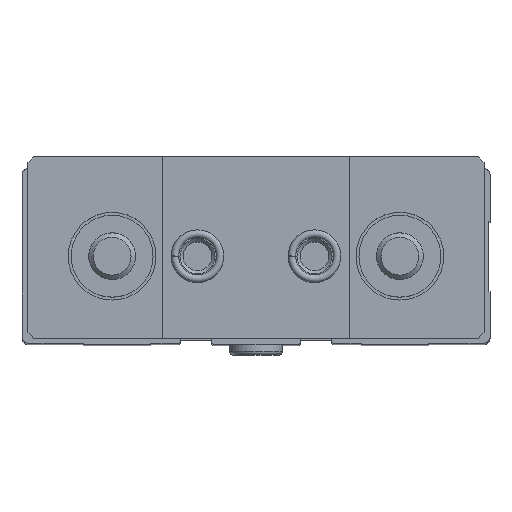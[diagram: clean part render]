
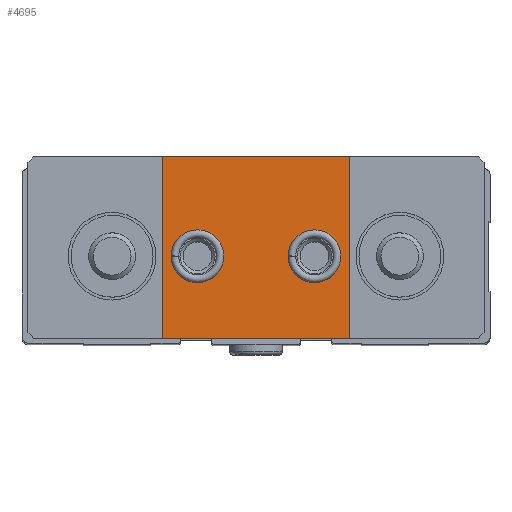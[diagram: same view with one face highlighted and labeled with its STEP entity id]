
A CAD part, top view. The second image highlights one B-rep face of the part: STEP entity #4695.
In plain terms, the highlighted planar face has unit normal (0, 0, 1).
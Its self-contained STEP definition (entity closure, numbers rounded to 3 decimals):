
#153=PLANE('',#5238);
#494=CIRCLE('',#5239,4.5);
#495=CIRCLE('',#5240,4.5);
#1376=ORIENTED_EDGE('',*,*,#2209,.F.);
#1377=ORIENTED_EDGE('',*,*,#2210,.F.);
#1378=ORIENTED_EDGE('',*,*,#2187,.T.);
#1379=ORIENTED_EDGE('',*,*,#2211,.T.);
#1380=ORIENTED_EDGE('',*,*,#2177,.T.);
#1381=ORIENTED_EDGE('',*,*,#2212,.T.);
#2177=EDGE_CURVE('',#2687,#2686,#3063,.T.);
#2187=EDGE_CURVE('',#2695,#2694,#3073,.T.);
#2209=EDGE_CURVE('',#2705,#2705,#494,.T.);
#2210=EDGE_CURVE('',#2706,#2706,#495,.T.);
#2211=EDGE_CURVE('',#2694,#2687,#3090,.T.);
#2212=EDGE_CURVE('',#2686,#2695,#3091,.T.);
#2686=VERTEX_POINT('',#7842);
#2687=VERTEX_POINT('',#7844);
#2694=VERTEX_POINT('',#7862);
#2695=VERTEX_POINT('',#7864);
#2705=VERTEX_POINT('',#7901);
#2706=VERTEX_POINT('',#7903);
#3063=LINE('',#7843,#3370);
#3073=LINE('',#7863,#3380);
#3090=LINE('',#7904,#3397);
#3091=LINE('',#7905,#3398);
#3370=VECTOR('',#6377,1000.);
#3380=VECTOR('',#6391,1000.);
#3397=VECTOR('',#6432,1000.);
#3398=VECTOR('',#6433,1000.);
#3706=EDGE_LOOP('',(#1376));
#3707=EDGE_LOOP('',(#1377));
#3708=EDGE_LOOP('',(#1378,#1379,#1380,#1381));
#4201=FACE_BOUND('',#3706,.T.);
#4202=FACE_BOUND('',#3707,.T.);
#4203=FACE_BOUND('',#3708,.T.);
#4695=ADVANCED_FACE('',(#4201,#4202,#4203),#153,.T.);
#5238=AXIS2_PLACEMENT_3D('',#7899,#6426,#6427);
#5239=AXIS2_PLACEMENT_3D('',#7900,#6428,#6429);
#5240=AXIS2_PLACEMENT_3D('',#7902,#6430,#6431);
#6377=DIRECTION('',(-1.,0.,0.));
#6391=DIRECTION('',(1.,0.,0.));
#6426=DIRECTION('',(0.,0.,1.));
#6427=DIRECTION('',(1.,0.,0.));
#6428=DIRECTION('',(0.,0.,1.));
#6429=DIRECTION('',(1.,0.,0.));
#6430=DIRECTION('',(0.,0.,1.));
#6431=DIRECTION('',(1.,0.,0.));
#6432=DIRECTION('',(0.,1.,0.));
#6433=DIRECTION('',(0.,-1.,0.));
#7842=CARTESIAN_POINT('',(-16.,17.,22.));
#7843=CARTESIAN_POINT('',(39.,17.,22.));
#7844=CARTESIAN_POINT('',(16.,17.,22.));
#7862=CARTESIAN_POINT('',(16.,-14.,22.));
#7863=CARTESIAN_POINT('',(-39.,-14.,22.));
#7864=CARTESIAN_POINT('',(-16.,-14.,22.));
#7899=CARTESIAN_POINT('',(0.,0.,22.));
#7900=CARTESIAN_POINT('',(-10.,0.,22.));
#7901=CARTESIAN_POINT('',(-5.5,0.,22.));
#7902=CARTESIAN_POINT('',(10.,0.,22.));
#7903=CARTESIAN_POINT('',(14.5,0.,22.));
#7904=CARTESIAN_POINT('',(16.,0.,22.));
#7905=CARTESIAN_POINT('',(-16.,0.,22.));
